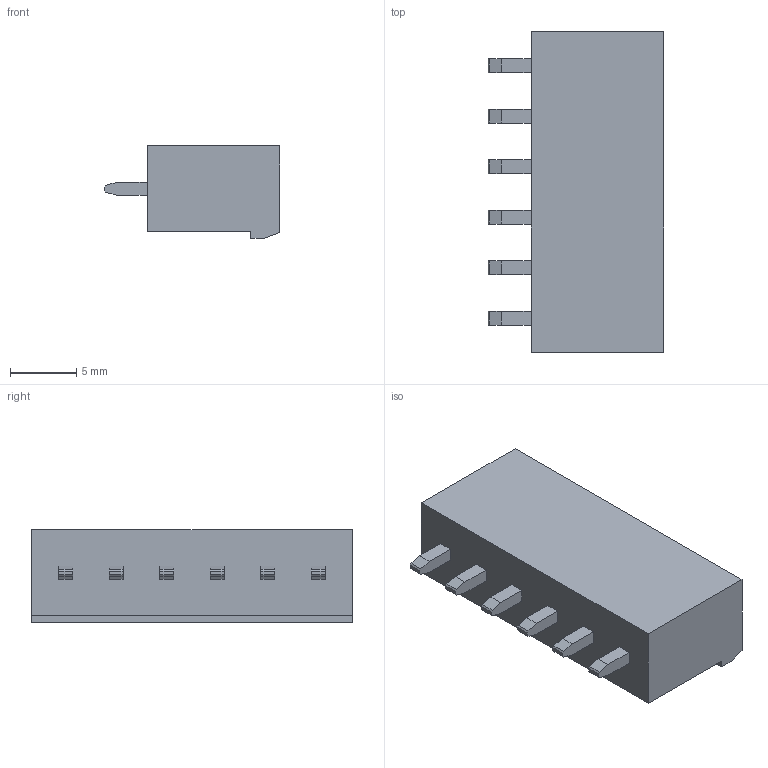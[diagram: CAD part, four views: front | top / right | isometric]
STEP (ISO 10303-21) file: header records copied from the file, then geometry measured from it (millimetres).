
FILE_DESCRIPTION (( 'STEP AP203' ), '1' );
FILE_NAME ('SOKETLI BASKILI DEVRE KLEMENSI - 3.81 ERKEK 180 - 6 LI.STEP', '2018-09-06T11:41:35', ( 'user' ), ( '' ), 'SwSTEP 2.0', 'SolidWorks 2016', '' );
FILE_SCHEMA (( 'CONFIG_CONTROL_DESIGN' ));
Length unit declared in the file: millimetre
Products named in the file (1): SOKETLI BASKILI DEVRE KLEMENSI - 3.81 ERKEK 180 - 6 LI
Bounding box: 13.25 x 24.18 x 6.96 mm (x, y, z)
Volume: 728.5 mm3; surface area: 1846.4 mm2
Topology: 1 solids, 1 shells, 281 faces, 783 edges, 522 vertices
Faces by surface type: plane 257, cylinder 24
Entity records: 8954 total; most frequent: CARTESIAN_POINT 1587, ORIENTED_EDGE 1566, DIRECTION 1407, EDGE_CURVE 783, VECTOR 723, LINE 723, VERTEX_POINT 522, AXIS2_PLACEMENT_3D 342
